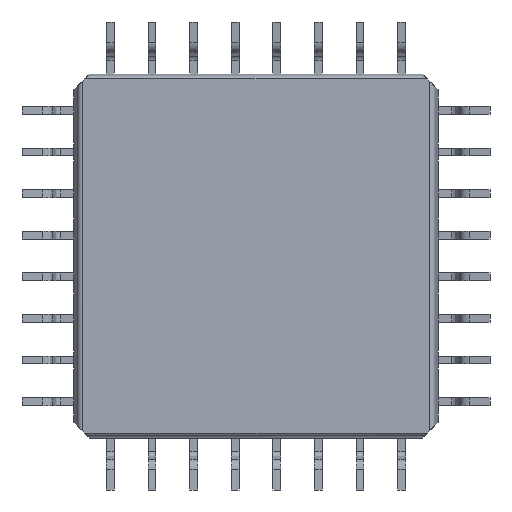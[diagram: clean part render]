
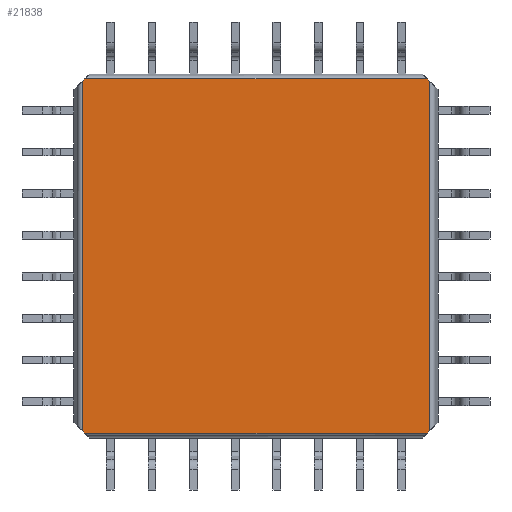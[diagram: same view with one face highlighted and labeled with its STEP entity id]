
A CAD part, front view. The second image highlights one B-rep face of the part: STEP entity #21838.
In plain terms, the highlighted planar face has unit normal (0, -1, 0).
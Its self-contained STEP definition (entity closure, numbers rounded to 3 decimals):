
#15 = DIRECTION ( 'NONE',  ( 1., 0., 0. ) ) ;
#499 = DIRECTION ( 'NONE',  ( -0.707, 0., 0.707 ) ) ;
#569 = LINE ( 'NONE', #3066, #20695 ) ;
#587 = EDGE_CURVE ( 'NONE', #21995, #20306, #7355, .T. ) ;
#957 = DIRECTION ( 'NONE',  ( 0., 0., -1. ) ) ;
#1045 = CARTESIAN_POINT ( 'NONE',  ( 0.209, 0.1, -3.359 ) ) ;
#1562 = DIRECTION ( 'NONE',  ( -1., 0., 0. ) ) ;
#2348 = EDGE_CURVE ( 'NONE', #10131, #17281, #3832, .T. ) ;
#2640 = AXIS2_PLACEMENT_3D ( 'NONE', #5456, #12136, #1562 ) ;
#2962 = CARTESIAN_POINT ( 'NONE',  ( 0.256, 0.1, 3.406 ) ) ;
#3066 = CARTESIAN_POINT ( 'NONE',  ( 1.075, 0.1, 4.225 ) ) ;
#3487 = VERTEX_POINT ( 'NONE', #16868 ) ;
#3784 = VECTOR ( 'NONE', #15, 1000. ) ;
#3832 = LINE ( 'NONE', #16585, #10989 ) ;
#3925 = EDGE_CURVE ( 'NONE', #21995, #3487, #11081, .T. ) ;
#3954 = VECTOR ( 'NONE', #499, 1000. ) ;
#4830 = LINE ( 'NONE', #13430, #7890 ) ;
#4960 = DIRECTION ( 'NONE',  ( 0.707, 0., 0.707 ) ) ;
#5456 = CARTESIAN_POINT ( 'NONE',  ( 3.55, 0.1, 3.5 ) ) ;
#5634 = DIRECTION ( 'NONE',  ( 0., 0., -1. ) ) ;
#5812 = ORIENTED_EDGE ( 'NONE', *, *, #16228, .T. ) ;
#6254 = DIRECTION ( 'NONE',  ( -1., 0., 0. ) ) ;
#6391 = LINE ( 'NONE', #23490, #10853 ) ;
#7126 = ORIENTED_EDGE ( 'NONE', *, *, #2348, .T. ) ;
#7355 = LINE ( 'NONE', #15684, #26858 ) ;
#7890 = VECTOR ( 'NONE', #4960, 1000. ) ;
#8170 = VECTOR ( 'NONE', #24964, 1000. ) ;
#8645 = CARTESIAN_POINT ( 'NONE',  ( 3.55, 0.1, -3.406 ) ) ;
#8675 = ORIENTED_EDGE ( 'NONE', *, *, #18142, .T. ) ;
#8782 = LINE ( 'NONE', #8645, #3784 ) ;
#8886 = ORIENTED_EDGE ( 'NONE', *, *, #14434, .T. ) ;
#9543 = ORIENTED_EDGE ( 'NONE', *, *, #13276, .T. ) ;
#10131 = VERTEX_POINT ( 'NONE', #14190 ) ;
#10853 = VECTOR ( 'NONE', #6254, 1000. ) ;
#10955 = CARTESIAN_POINT ( 'NONE',  ( 6.891, 0.1, -3.359 ) ) ;
#10989 = VECTOR ( 'NONE', #5634, 1000. ) ;
#11081 = LINE ( 'NONE', #19529, #3954 ) ;
#11140 = CARTESIAN_POINT ( 'NONE',  ( 6.844, 0.1, -3.406 ) ) ;
#11147 = VERTEX_POINT ( 'NONE', #11140 ) ;
#12136 = DIRECTION ( 'NONE',  ( 0., -1., 0. ) ) ;
#13276 = EDGE_CURVE ( 'NONE', #11147, #20306, #4830, .T. ) ;
#13430 = CARTESIAN_POINT ( 'NONE',  ( 7.775, 0.1, -2.475 ) ) ;
#14146 = ORIENTED_EDGE ( 'NONE', *, *, #3925, .T. ) ;
#14190 = CARTESIAN_POINT ( 'NONE',  ( 0.209, 0.1, 3.359 ) ) ;
#14307 = EDGE_LOOP ( 'NONE', ( #5812, #8886, #9543, #18530, #14146, #25353, #8675, #7126 ) ) ;
#14434 = EDGE_CURVE ( 'NONE', #26567, #11147, #8782, .T. ) ;
#15563 = DIRECTION ( 'NONE',  ( -0.707, 0., -0.707 ) ) ;
#15684 = CARTESIAN_POINT ( 'NONE',  ( 6.891, 0.1, 3.5 ) ) ;
#16228 = EDGE_CURVE ( 'NONE', #17281, #26567, #23016, .T. ) ;
#16585 = CARTESIAN_POINT ( 'NONE',  ( 0.209, 0.1, 3.5 ) ) ;
#16868 = CARTESIAN_POINT ( 'NONE',  ( 6.844, 0.1, 3.406 ) ) ;
#17281 = VERTEX_POINT ( 'NONE', #1045 ) ;
#18142 = EDGE_CURVE ( 'NONE', #21820, #10131, #569, .T. ) ;
#18530 = ORIENTED_EDGE ( 'NONE', *, *, #587, .F. ) ;
#19529 = CARTESIAN_POINT ( 'NONE',  ( 6.025, 0.1, 4.225 ) ) ;
#19924 = CARTESIAN_POINT ( 'NONE',  ( 0.256, 0.1, -3.406 ) ) ;
#20306 = VERTEX_POINT ( 'NONE', #10955 ) ;
#20695 = VECTOR ( 'NONE', #15563, 1000. ) ;
#21820 = VERTEX_POINT ( 'NONE', #2962 ) ;
#21838 = ADVANCED_FACE ( 'NONE', ( #25040 ), #22959, .T. ) ;
#21995 = VERTEX_POINT ( 'NONE', #22195 ) ;
#22195 = CARTESIAN_POINT ( 'NONE',  ( 6.891, 0.1, 3.359 ) ) ;
#22598 = CARTESIAN_POINT ( 'NONE',  ( -0.675, 0.1, -2.475 ) ) ;
#22959 = PLANE ( 'NONE',  #2640 ) ;
#23016 = LINE ( 'NONE', #22598, #8170 ) ;
#23490 = CARTESIAN_POINT ( 'NONE',  ( 3.55, 0.1, 3.406 ) ) ;
#24479 = EDGE_CURVE ( 'NONE', #3487, #21820, #6391, .T. ) ;
#24964 = DIRECTION ( 'NONE',  ( 0.707, 0., -0.707 ) ) ;
#25040 = FACE_OUTER_BOUND ( 'NONE', #14307, .T. ) ;
#25353 = ORIENTED_EDGE ( 'NONE', *, *, #24479, .T. ) ;
#26567 = VERTEX_POINT ( 'NONE', #19924 ) ;
#26858 = VECTOR ( 'NONE', #957, 1000. ) ;
